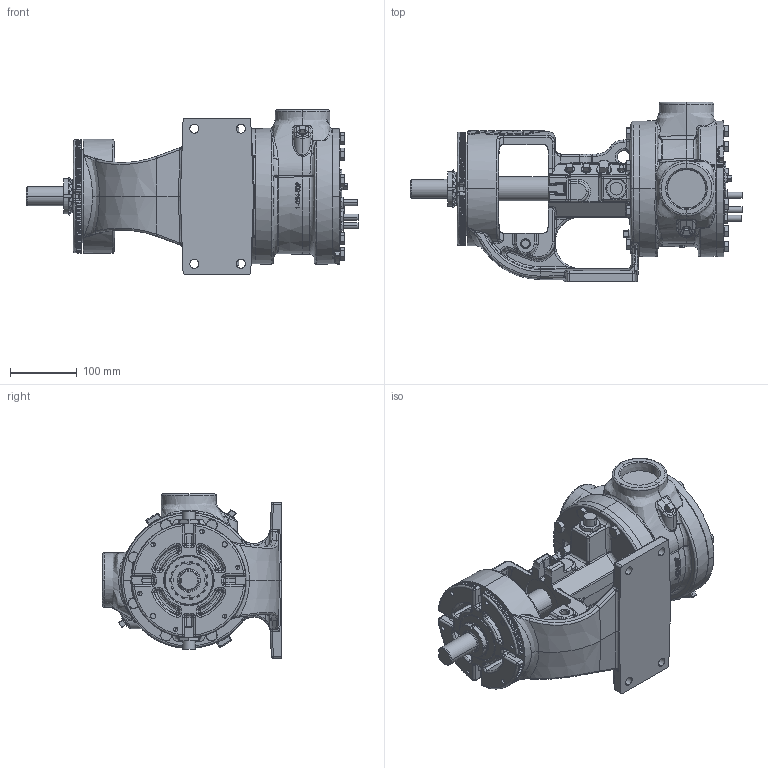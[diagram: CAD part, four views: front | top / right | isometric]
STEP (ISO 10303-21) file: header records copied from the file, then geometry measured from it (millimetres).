
FILE_DESCRIPTION (( 'STEP AP214' ), '1' );
FILE_NAME ('K124E.STEP', '2018-01-29T17:38:11', ( '' ), ( '' ), 'SwSTEP 2.0', 'SolidWorks 2017', '' );
FILE_SCHEMA (( 'AUTOMOTIVE_DESIGN' ));
Length unit declared in the file: inch
Products named in the file (2): K124E
Bounding box: 499.16 x 270.1 x 247.87 mm (x, y, z)
Volume: 7839977.7 mm3; surface area: 542946.3 mm2
Topology: 1 solids, 1 shells, 2985 faces, 7644 edges, 4622 vertices
Faces by surface type: plane 886, bspline 810, cone 771, cylinder 490, torus 28
Entity records: 292048 total; most frequent: CARTESIAN_POINT 191950, ORIENTED_EDGE 15054, DIRECTION 11449, EDGE_CURVE 7527, VERTEX_POINT 4622, AXIS2_PLACEMENT_3D 4543, EDGE_LOOP 3111, ADVANCED_FACE 2985
